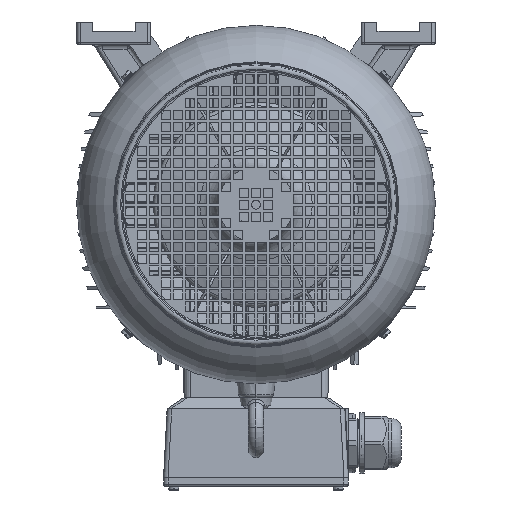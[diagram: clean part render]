
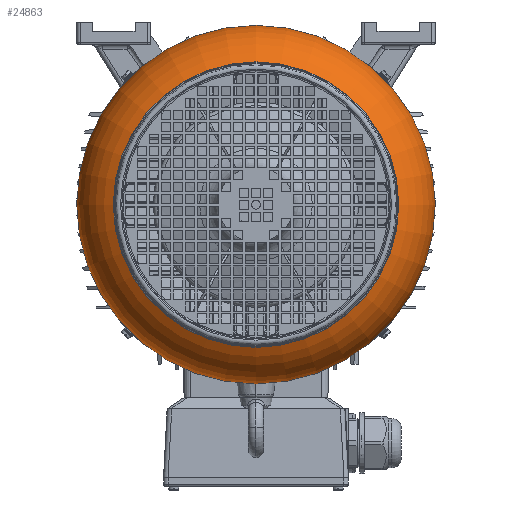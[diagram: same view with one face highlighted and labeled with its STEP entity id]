
A CAD part, left-side view. The second image highlights one B-rep face of the part: STEP entity #24863.
In plain terms, the highlighted toroidal (fillet/blend) face has major radius 97.5 mm and minor radius 59.5 mm.
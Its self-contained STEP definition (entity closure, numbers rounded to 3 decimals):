
#2091=TOROIDAL_SURFACE('',#98536,97.5,59.5);
#16501=CIRCLE('',#98533,125.049);
#16502=CIRCLE('',#98535,157.);
#24863=ADVANCED_FACE('',(#28867,#28868),#2091,.T.);
#28867=FACE_BOUND('',#34296,.T.);
#28868=FACE_BOUND('',#34297,.T.);
#34296=EDGE_LOOP('',(#71653));
#34297=EDGE_LOOP('',(#71654));
#71653=ORIENTED_EDGE('',*,*,#91171,.F.);
#71654=ORIENTED_EDGE('',*,*,#91170,.T.);
#79864=VERTEX_POINT('',#161574);
#79865=VERTEX_POINT('',#161577);
#91170=EDGE_CURVE('',#79864,#79864,#16501,.T.);
#91171=EDGE_CURVE('',#79865,#79865,#16502,.T.);
#98533=AXIS2_PLACEMENT_3D('',#161573,#119038,#119039);
#98535=AXIS2_PLACEMENT_3D('',#161576,#119042,#119043);
#98536=AXIS2_PLACEMENT_3D('',#161578,#119044,#119045);
#119038=DIRECTION('',(1.,0.,0.));
#119039=DIRECTION('',(0.,0.,1.));
#119042=DIRECTION('',(1.,0.,0.));
#119043=DIRECTION('',(0.,0.,1.));
#119044=DIRECTION('',(1.,0.,0.));
#119045=DIRECTION('',(0.,0.,1.));
#161573=CARTESIAN_POINT('',(-169.738,166.457,-166.457));
#161574=CARTESIAN_POINT('',(-169.738,166.457,-41.409));
#161576=CARTESIAN_POINT('',(-117.,166.457,-166.457));
#161577=CARTESIAN_POINT('',(-117.,166.457,-9.457));
#161578=CARTESIAN_POINT('',(-117.,166.457,-166.457));
